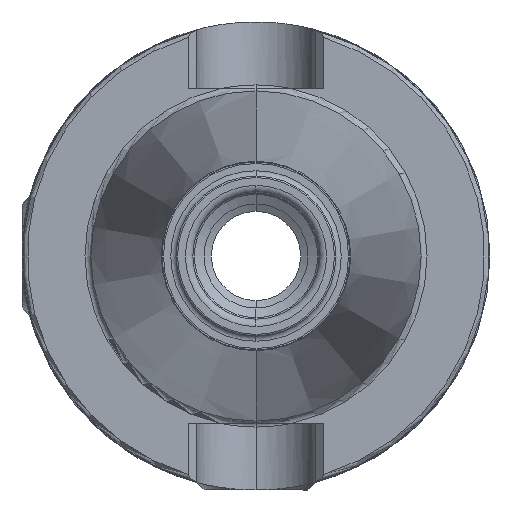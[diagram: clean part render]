
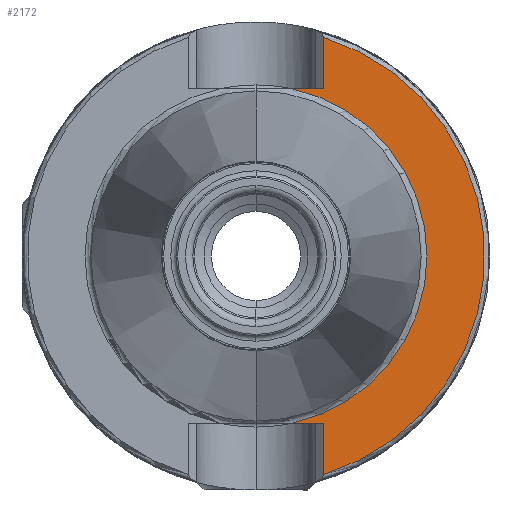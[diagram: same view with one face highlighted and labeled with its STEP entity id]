
A CAD part, left-side view. The second image highlights one B-rep face of the part: STEP entity #2172.
In plain terms, the highlighted planar face has unit normal (-1, 0, 0).
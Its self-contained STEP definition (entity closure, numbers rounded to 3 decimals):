
#37 = CIRCLE ( 'NONE', #161, 30.8 ) ;
#44 = VERTEX_POINT ( 'NONE', #3487 ) ;
#161 = AXIS2_PLACEMENT_3D ( 'NONE', #199, #889, #3519 ) ;
#166 = CARTESIAN_POINT ( 'NONE',  ( 1.6, -9.05, 22.5 ) ) ;
#177 = VERTEX_POINT ( 'NONE', #1953 ) ;
#182 = DIRECTION ( 'NONE',  ( 0., 0., -1. ) ) ;
#199 = CARTESIAN_POINT ( 'NONE',  ( 1.6, 0., 0. ) ) ;
#397 = DIRECTION ( 'NONE',  ( 0., -1., 0. ) ) ;
#495 = VECTOR ( 'NONE', #3626, 1000. ) ;
#658 = ORIENTED_EDGE ( 'NONE', *, *, #1047, .T. ) ;
#776 = AXIS2_PLACEMENT_3D ( 'NONE', #2224, #1889, #3929 ) ;
#878 = CARTESIAN_POINT ( 'NONE',  ( 1.6, -9.05, -31.5 ) ) ;
#884 = PLANE ( 'NONE',  #2579 ) ;
#889 = DIRECTION ( 'NONE',  ( -1., 0., 0. ) ) ;
#1001 = VERTEX_POINT ( 'NONE', #1599 ) ;
#1047 = EDGE_CURVE ( 'NONE', #1635, #2043, #37, .T. ) ;
#1105 = EDGE_CURVE ( 'NONE', #1001, #177, #2035, .T. ) ;
#1552 = CARTESIAN_POINT ( 'NONE',  ( 1.6, 23.025, 0. ) ) ;
#1599 = CARTESIAN_POINT ( 'NONE',  ( 1.6, -4.889, 22.5 ) ) ;
#1635 = VERTEX_POINT ( 'NONE', #4215 ) ;
#1660 = EDGE_CURVE ( 'NONE', #2043, #177, #2580, .T. ) ;
#1704 = LINE ( 'NONE', #3174, #2450 ) ;
#1715 = VECTOR ( 'NONE', #2206, 1000. ) ;
#1737 = CARTESIAN_POINT ( 'NONE',  ( 1.6, -9.05, 29.44 ) ) ;
#1838 = EDGE_CURVE ( 'NONE', #1635, #44, #2903, .T. ) ;
#1889 = DIRECTION ( 'NONE',  ( -1., 0., 0. ) ) ;
#1953 = CARTESIAN_POINT ( 'NONE',  ( 1.6, -9.05, 22.5 ) ) ;
#2035 = LINE ( 'NONE', #166, #1715 ) ;
#2043 = VERTEX_POINT ( 'NONE', #1737 ) ;
#2091 = ORIENTED_EDGE ( 'NONE', *, *, #1660, .T. ) ;
#2125 = ORIENTED_EDGE ( 'NONE', *, *, #1105, .F. ) ;
#2172 = ADVANCED_FACE ( 'NONE', ( #3063 ), #884, .F. ) ;
#2206 = DIRECTION ( 'NONE',  ( 0., -1., 0. ) ) ;
#2218 = DIRECTION ( 'NONE',  ( 1., 0., 0. ) ) ;
#2224 = CARTESIAN_POINT ( 'NONE',  ( 1.6, 0., 0. ) ) ;
#2229 = ORIENTED_EDGE ( 'NONE', *, *, #2830, .T. ) ;
#2394 = CIRCLE ( 'NONE', #776, 23.025 ) ;
#2416 = VECTOR ( 'NONE', #4336, 1000. ) ;
#2450 = VECTOR ( 'NONE', #397, 1000. ) ;
#2579 = AXIS2_PLACEMENT_3D ( 'NONE', #1552, #2218, #182 ) ;
#2580 = LINE ( 'NONE', #3264, #495 ) ;
#2625 = ORIENTED_EDGE ( 'NONE', *, *, #2914, .F. ) ;
#2830 = EDGE_CURVE ( 'NONE', #3149, #44, #1704, .T. ) ;
#2903 = LINE ( 'NONE', #878, #2416 ) ;
#2914 = EDGE_CURVE ( 'NONE', #3149, #1001, #2394, .T. ) ;
#3063 = FACE_OUTER_BOUND ( 'NONE', #3542, .T. ) ;
#3149 = VERTEX_POINT ( 'NONE', #3879 ) ;
#3174 = CARTESIAN_POINT ( 'NONE',  ( 1.6, -9.05, -22.5 ) ) ;
#3264 = CARTESIAN_POINT ( 'NONE',  ( 1.6, -9.05, 31.5 ) ) ;
#3424 = ORIENTED_EDGE ( 'NONE', *, *, #1838, .F. ) ;
#3487 = CARTESIAN_POINT ( 'NONE',  ( 1.6, -9.05, -22.5 ) ) ;
#3519 = DIRECTION ( 'NONE',  ( 0., 0., 1. ) ) ;
#3542 = EDGE_LOOP ( 'NONE', ( #2091, #2125, #2625, #2229, #3424, #658 ) ) ;
#3626 = DIRECTION ( 'NONE',  ( 0., 0., -1. ) ) ;
#3879 = CARTESIAN_POINT ( 'NONE',  ( 1.6, -4.889, -22.5 ) ) ;
#3929 = DIRECTION ( 'NONE',  ( 0., 0., 1. ) ) ;
#4215 = CARTESIAN_POINT ( 'NONE',  ( 1.6, -9.05, -29.44 ) ) ;
#4336 = DIRECTION ( 'NONE',  ( 0., 0., 1. ) ) ;
